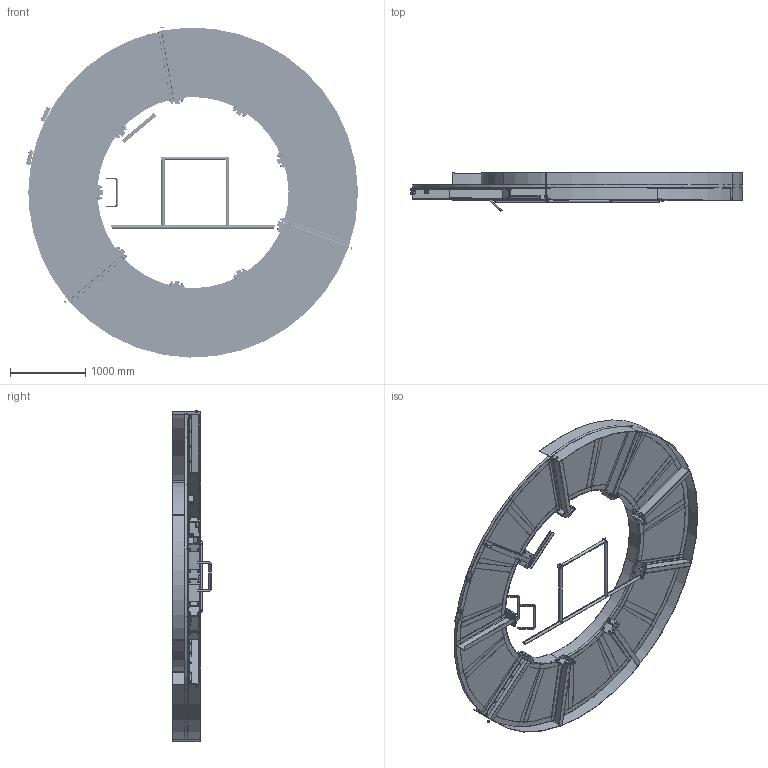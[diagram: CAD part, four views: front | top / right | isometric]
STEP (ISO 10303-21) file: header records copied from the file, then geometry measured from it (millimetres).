
FILE_DESCRIPTION(('CoCreate Modeling STEP Export'),'2;1');
FILE_NAME('piece.stp','2008-07-11T14:12:28',(''),(''),'CoCreate Modeling STEP processor for AP214 (Solid Model)','CoCreate Modeling 17.00P0623 23-Jun-2008 (C) Parametric Technology GmbH','');
FILE_SCHEMA(('AUTOMOTIVE_DESIGN { 1 0 10303 214 1 1 1 1 }'));
Length unit declared in the file: millimetre
Products named in the file (85): p1; 36949.1; 60211.1; 22734.16; 38015.23; 38637.12; 39156.23; 22485.16; 38635.24; a1; 5093045; 5093039.8; 5093042; 5093041.2; 5093040.2; 5093025; 5093075; 5093076; 5093063; 5093064; 5093062; 5093080; 5093053; 5093024; 39134.40; 5093136; 38013.37; 5093124; 5093113; 5093112.14; 5093096.3; 5093085.2; 5093086.1; 5093086; 5093092; 5093092.1; 5093091; 5093090; 5093089; 5093088 ...
Assembly tree (371 placements, depth 8):
  p1
  part2_5093039.stp
    5093022_asm.stp
      5093022_ASM
        5093156
        60211.1  x2
        5093151.1  x2
        5093144
          a1
        55499
          a1
        60210
        5118741
          5093045
            a1
          5093065
          5093068
        60176
        53630.1  x2
        37551
        36949.1  x2
        5093145
        5093023
          38635.24  x22
          39134.40  x22
          5093083
            5093112.4
              5093113
            5093112.7
              5093113
            5093112.14  x13
              5093113
            5093115
            5093097
              5093092
              5093086.1
              5093092.1
              5093086
              5093085.2  x3
              5093089
              5093088
              5093087
              5093086.2
              5093091
              5093102
              5093103
              5093104
              5093108
              5093109
              5093096.3  x4
            5093084.1
              5093086.2
              5093087
              5093088
              5093089
              5093090
              5093091
              5093092.1  x2
              5093085.2  x3
              5093086.1  x2
Bounding box: 4426.38 x 515.31 x 4414.98 mm (x, y, z)
Volume: 458738279.5 mm3; surface area: 45744323 mm2
Topology: 320 solids, 320 shells, 7299 faces, 18293 edges, 11748 vertices
Faces by surface type: plane 3219, cylinder 2108, cone 1856, torus 116
Entity records: 25971 total; most frequent: CARTESIAN_POINT 6615, DIRECTION 3516, ORIENTED_EDGE 3386, EDGE_CURVE 1693, AXIS2_PLACEMENT_3D 1315, VERTEX_POINT 1112, VECTOR 886, LINE 886
